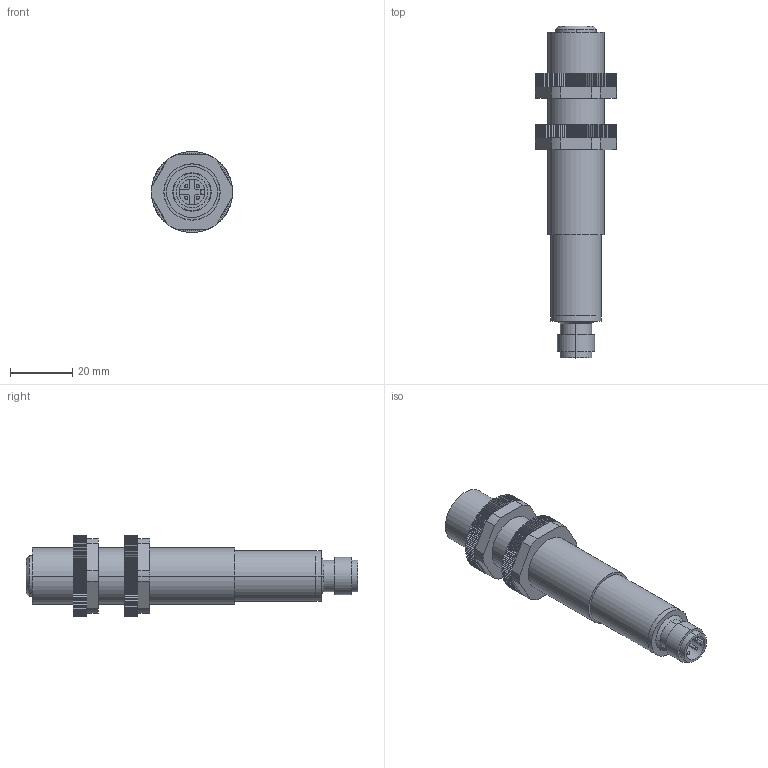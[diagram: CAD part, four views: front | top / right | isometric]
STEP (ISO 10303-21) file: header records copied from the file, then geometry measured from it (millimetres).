
FILE_DESCRIPTION (( 'STEP AP203' ), '1' );
FILE_NAME ('300E ohne LED.STEP', '2013-09-09T12:25:44', ( 'Haig_DELL_Lap' ), ( '' ), 'SwSTEP 2.0', 'SolidWorks 2005354', '' );
FILE_SCHEMA (( 'CONFIG_CONTROL_DESIGN' ));
Length unit declared in the file: millimetre
Products named in the file (5): 300E ohne LED; Stecker ohne LED`s1_Standard; Sensorgehäuse_M18x4_Standard; Rändelmutter_M18x4_Standard; 300_Standard
Assembly tree (5 placements, depth 2):
  300E ohne LED
    Stecker ohne LED`s1_Standard
    Rändelmutter_M18x4_Standard  x2
    300_Standard
    Sensorgehäuse_M18x4_Standard
Bounding box: 26 x 106.5 x 26 mm (x, y, z)
Volume: 15507.3 mm3; surface area: 15948.4 mm2
Topology: 6 solids, 6 shells, 1023 faces, 2883 edges, 1880 vertices
Faces by surface type: plane 729, cylinder 278, cone 12, bspline 4
Entity records: 19002 total; most frequent: CARTESIAN_POINT 3288, DIRECTION 3209, ORIENTED_EDGE 3194, EDGE_CURVE 1597, LINE 1147, VECTOR 1147, VERTEX_POINT 1046, AXIS2_PLACEMENT_3D 1031
